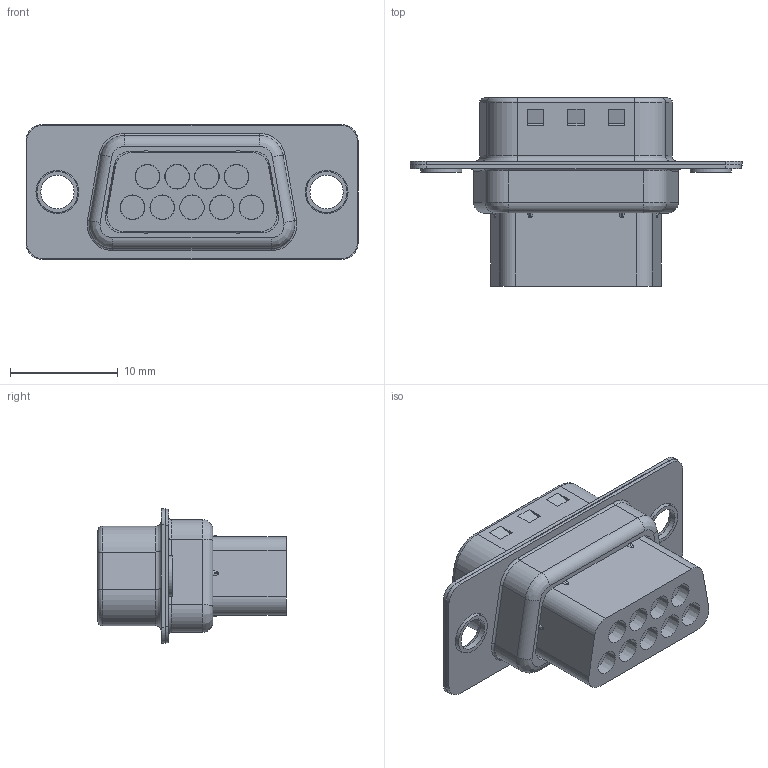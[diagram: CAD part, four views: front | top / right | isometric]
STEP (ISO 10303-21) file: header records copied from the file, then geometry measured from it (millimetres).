
FILE_DESCRIPTION(/* description */ (''),/* implementation_level */ '2;1');
FILE_NAME(/* name */ '100547091ugm000_a.stp',/* time_stamp */ '2017-08-04T02:58:29+02:00',/* author */ (''),/* organization */ (''),/* preprocessor_version */ 'ST-DEVELOPER v16',/* originating_system */ 'SIEMENS PLM Software NX 10.0',/* authorisation */ '');
FILE_SCHEMA (('AUTOMOTIVE_DESIGN { 1 0 10303 214 3 1 1 1 }'));
Length unit declared in the file: millimetre
Products named in the file (1): 100547091ugm000_a
Bounding box: 30.84 x 17.5 x 12.5 mm (x, y, z)
Volume: 1665.7 mm3; surface area: 2987.8 mm2
Topology: 1 solids, 5 shells, 641 faces, 1783 edges, 1157 vertices
Faces by surface type: plane 370, cylinder 134, bspline 112, cone 21, sphere 4
Full cylindrical faces by diameter (mm): 0.146 x1, 0.9 x2, 1.1 x13, 3.1 x2, 3.8 x2, 4 x2
Entity records: 24400 total; most frequent: CARTESIAN_POINT 7187, ORIENTED_EDGE 3405, DIRECTION 2854, EDGE_CURVE 1714, VERTEX_POINT 1136, LINE 1088, VECTOR 1088, AXIS2_PLACEMENT_3D 883
